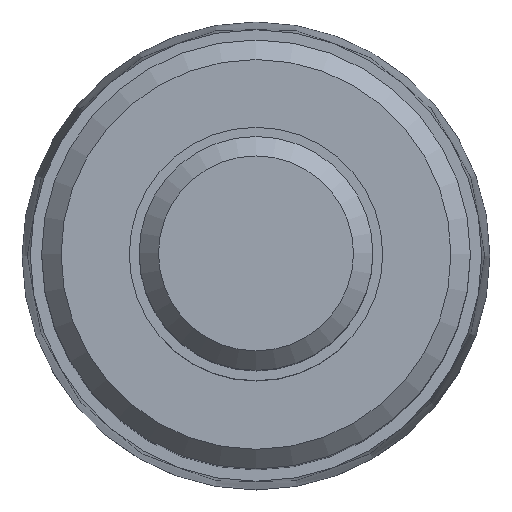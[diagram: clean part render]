
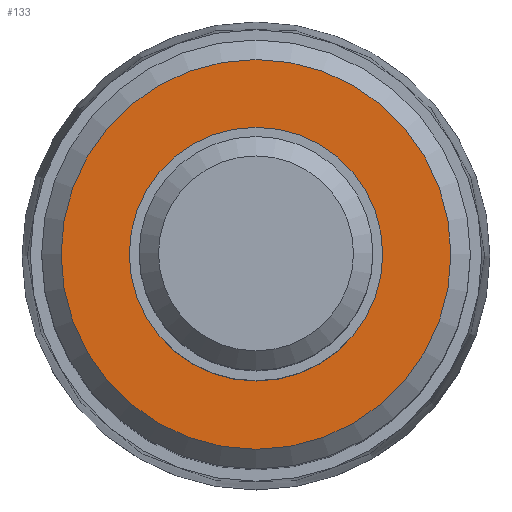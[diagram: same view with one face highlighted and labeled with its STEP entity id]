
A CAD part, top view. The second image highlights one B-rep face of the part: STEP entity #133.
In plain terms, the highlighted planar face has unit normal (0, 0, 1).
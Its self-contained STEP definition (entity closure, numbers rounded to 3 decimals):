
#113=FACE_BOUND('',#173,.T.);
#114=FACE_BOUND('',#174,.T.);
#133=ADVANCED_FACE('',(#113,#114),#142,.T.);
#142=PLANE('',#517);
#173=EDGE_LOOP('',(#205));
#174=EDGE_LOOP('',(#206));
#205=ORIENTED_EDGE('',*,*,#240,.T.);
#206=ORIENTED_EDGE('',*,*,#241,.F.);
#224=VERTEX_POINT('',#737);
#225=VERTEX_POINT('',#740);
#240=EDGE_CURVE('',#224,#224,#267,.T.);
#241=EDGE_CURVE('',#225,#225,#268,.T.);
#267=CIRCLE('',#514,2.75);
#268=CIRCLE('',#516,5.);
#514=AXIS2_PLACEMENT_3D('',#736,#613,#614);
#516=AXIS2_PLACEMENT_3D('',#739,#617,#618);
#517=AXIS2_PLACEMENT_3D('',#741,#619,#620);
#613=DIRECTION('',(0.,0.,-1.));
#614=DIRECTION('',(0.,1.,0.));
#617=DIRECTION('',(0.,0.,-1.));
#618=DIRECTION('',(0.,1.,0.));
#619=DIRECTION('',(0.,0.,1.));
#620=DIRECTION('',(0.,-1.,0.));
#736=CARTESIAN_POINT('',(0.,0.,-14.5));
#737=CARTESIAN_POINT('',(0.,2.75,-14.5));
#739=CARTESIAN_POINT('',(0.,0.,-14.5));
#740=CARTESIAN_POINT('',(0.,5.,-14.5));
#741=CARTESIAN_POINT('',(0.,5.,-14.5));
